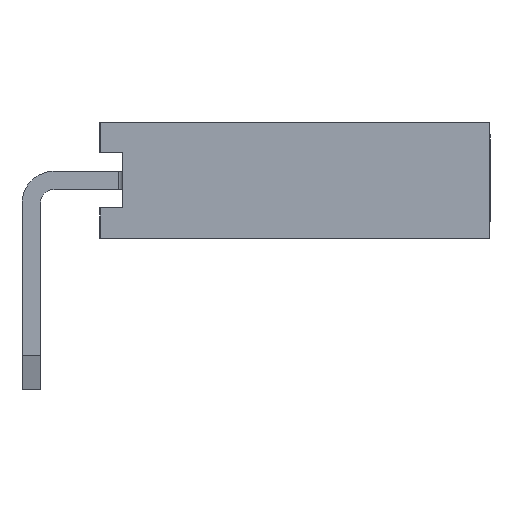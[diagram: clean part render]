
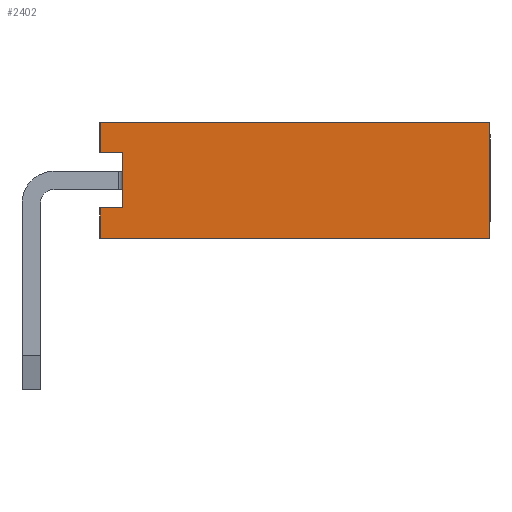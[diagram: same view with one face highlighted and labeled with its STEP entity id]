
A CAD part, left-side view. The second image highlights one B-rep face of the part: STEP entity #2402.
In plain terms, the highlighted planar face has unit normal (-1, 0, 0).
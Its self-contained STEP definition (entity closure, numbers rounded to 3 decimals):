
#2402=ADVANCED_FACE('',(#12974),#12976,.T.);
#12974=FACE_BOUND('',#12975,.T.);
#12975=EDGE_LOOP('',(#21477,#21478,#21479,#21480,#21481,#21482,#21483,#21484));
#12976=PLANE('',#12977);
#12977=AXIS2_PLACEMENT_3D('',#12978,#12979,#12980);
#12978=CARTESIAN_POINT('',(-1.27,-1.5,2.54));
#12979=DIRECTION('',(-1.,0.,0.));
#12980=DIRECTION('',(0.,0.,-1.));
#21477=ORIENTED_EDGE('',*,*,#27605,.T.);
#21478=ORIENTED_EDGE('',*,*,#27606,.T.);
#21479=ORIENTED_EDGE('',*,*,#27607,.T.);
#21480=ORIENTED_EDGE('',*,*,#27608,.F.);
#21481=ORIENTED_EDGE('',*,*,#27609,.F.);
#21482=ORIENTED_EDGE('',*,*,#27610,.T.);
#21483=ORIENTED_EDGE('',*,*,#27611,.T.);
#21484=ORIENTED_EDGE('',*,*,#27193,.T.);
#27193=EDGE_CURVE('',#31137,#31138,#31139,.T.);
#27605=EDGE_CURVE('',#31138,#31721,#31722,.F.);
#27606=EDGE_CURVE('',#31721,#31723,#31724,.T.);
#27607=EDGE_CURVE('',#31723,#31725,#31726,.T.);
#27608=EDGE_CURVE('',#31727,#31725,#31728,.T.);
#27609=EDGE_CURVE('',#31729,#31727,#31730,.T.);
#27610=EDGE_CURVE('',#31729,#31731,#31732,.T.);
#27611=EDGE_CURVE('',#31731,#31137,#31733,.F.);
#31137=VERTEX_POINT('',#38077);
#31138=VERTEX_POINT('',#38078);
#31139=LINE('',#38079,#38080);
#31721=VERTEX_POINT('',#39485);
#31722=LINE('',#39486,#39487);
#31723=VERTEX_POINT('',#39489);
#31724=LINE('',#39490,#39491);
#31725=VERTEX_POINT('',#39493);
#31726=LINE('',#39494,#39495);
#31727=VERTEX_POINT('',#39497);
#31728=LINE('',#39498,#39499);
#31729=VERTEX_POINT('',#39501);
#31730=LINE('',#39502,#39503);
#31731=VERTEX_POINT('',#39505);
#31732=LINE('',#39506,#39507);
#31733=LINE('',#39509,#39510);
#38077=CARTESIAN_POINT('',(-1.27,-2.,1.87));
#38078=CARTESIAN_POINT('',(-1.27,-2.,0.67));
#38079=CARTESIAN_POINT('',(-1.27,-2.,1.87));
#38080=VECTOR('',#38081,1.);
#38081=DIRECTION('',(0.,0.,-1.));
#39485=CARTESIAN_POINT('',(-1.27,-1.5,0.67));
#39486=CARTESIAN_POINT('',(-1.27,-1.5,0.67));
#39487=VECTOR('',#39488,1.);
#39488=DIRECTION('',(0.,-1.,0.));
#39489=CARTESIAN_POINT('',(-1.27,-1.5,0.));
#39490=CARTESIAN_POINT('',(-1.27,-1.5,0.67));
#39491=VECTOR('',#39492,1.);
#39492=DIRECTION('',(0.,0.,-1.));
#39493=CARTESIAN_POINT('',(-1.27,-10.,0.));
#39494=CARTESIAN_POINT('',(-1.27,-1.5,0.));
#39495=VECTOR('',#39496,1.);
#39496=DIRECTION('',(0.,-1.,0.));
#39497=CARTESIAN_POINT('',(-1.27,-10.,2.54));
#39498=CARTESIAN_POINT('',(-1.27,-10.,2.54));
#39499=VECTOR('',#39500,1.);
#39500=DIRECTION('',(0.,0.,-1.));
#39501=CARTESIAN_POINT('',(-1.27,-1.5,2.54));
#39502=CARTESIAN_POINT('',(-1.27,-1.5,2.54));
#39503=VECTOR('',#39504,1.);
#39504=DIRECTION('',(0.,-1.,0.));
#39505=CARTESIAN_POINT('',(-1.27,-1.5,1.87));
#39506=CARTESIAN_POINT('',(-1.27,-1.5,2.54));
#39507=VECTOR('',#39508,1.);
#39508=DIRECTION('',(0.,0.,-1.));
#39509=CARTESIAN_POINT('',(-1.27,-2.,1.87));
#39510=VECTOR('',#39511,1.);
#39511=DIRECTION('',(0.,1.,0.));
